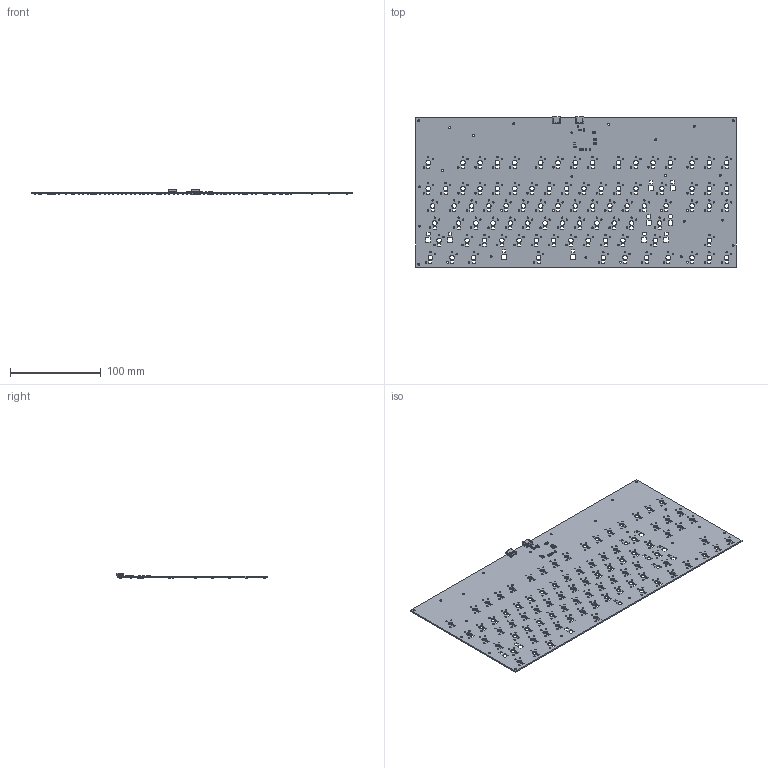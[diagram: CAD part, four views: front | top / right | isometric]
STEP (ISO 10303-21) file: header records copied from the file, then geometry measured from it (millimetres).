
FILE_DESCRIPTION(('KiCad electronic assembly'),'2;1');
FILE_NAME('pcb-3d.step','2026-02-14T13:04:34',('Pcbnew'),('Kicad'), 'Open CASCADE STEP processor 7.9','KiCad to STEP converter','Unknown' );
FILE_SCHEMA(('AUTOMOTIVE_DESIGN { 1 0 10303 214 1 1 1 1 }'));
Length unit declared in the file: millimetre
Products named in the file (5): pcb-3d 1; C_0805_2012Metric; R_0805_2012Metric; USB-C-SMD_TYPE-C-6PIN-2MD-073; keyboard-lp_PCB
Assembly tree (122 placements, depth 2):
  pcb-3d 1
    C_0805_2012Metric  x113
    R_0805_2012Metric  x6
    USB-C-SMD_TYPE-C-6PIN-2MD-073  x2
    keyboard-lp_PCB
Bounding box: 352.47 x 165.37 x 6.51 mm (x, y, z)
Volume: 82638.2 mm3; surface area: 119238.4 mm2
Topology: 124 solids, 124 shells, 5134 faces, 13886 edges, 9236 vertices
Faces by surface type: plane 3058, cylinder 2032, bspline 28, cone 16
Full cylindrical faces by diameter (mm): 0.7 x4, 1.45 x174, 2.2 x21, 5.1 x87
Entity records: 57970 total; most frequent: CARTESIAN_POINT 10258, ORIENTED_EDGE 9216, DIRECTION 9050, EDGE_CURVE 4608, LINE 3414, VECTOR 3414, VERTEX_POINT 3064, AXIS2_PLACEMENT_3D 2818
